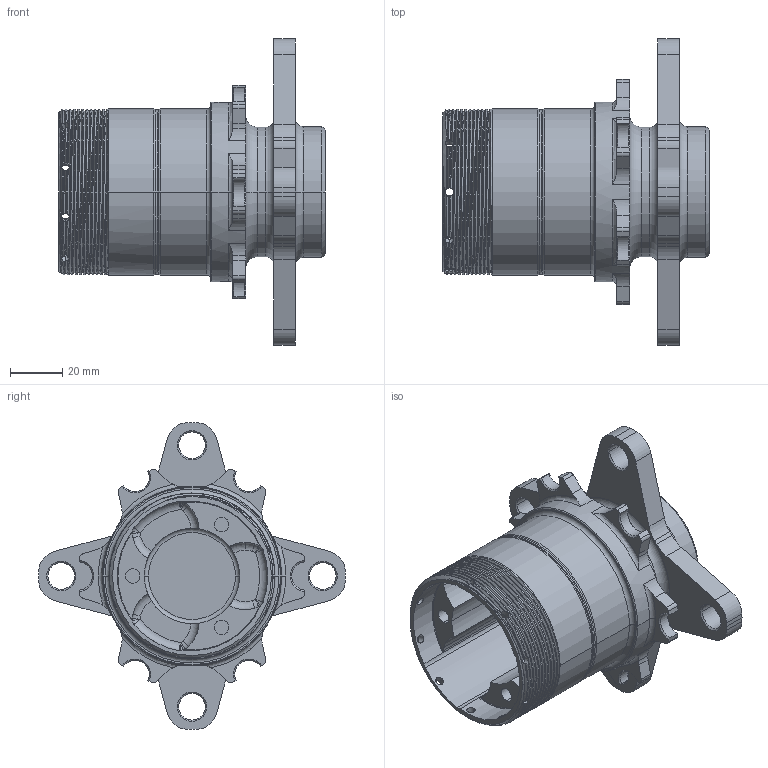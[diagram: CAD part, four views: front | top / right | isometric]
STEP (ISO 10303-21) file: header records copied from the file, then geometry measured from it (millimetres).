
FILE_DESCRIPTION (( 'STEP AP214' ), '1' );
FILE_NAME ('5580.STEP', '2014-05-19T19:26:12', ( 'Dan''s Work CPU' ), ( '' ), 'SwSTEP 2.0', 'SolidWorks 2012', '' );
FILE_SCHEMA (( 'AUTOMOTIVE_DESIGN' ));
Length unit declared in the file: inch
Products named in the file (1): 5580
Bounding box: 101.92 x 117.35 x 117.34 mm (x, y, z)
Volume: 150158.1 mm3; surface area: 57721.1 mm2
Topology: 1 solids, 1 shells, 382 faces, 1074 edges, 691 vertices
Faces by surface type: cylinder 196, torus 66, plane 45, cone 38, bspline 37
Entity records: 28839 total; most frequent: CARTESIAN_POINT 19378, ORIENTED_EDGE 2148, DIRECTION 1900, EDGE_CURVE 1074, AXIS2_PLACEMENT_3D 810, VERTEX_POINT 691, CIRCLE 464, EDGE_LOOP 407
